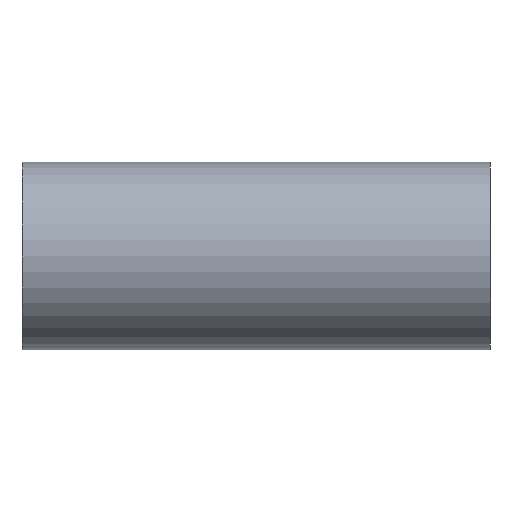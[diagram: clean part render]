
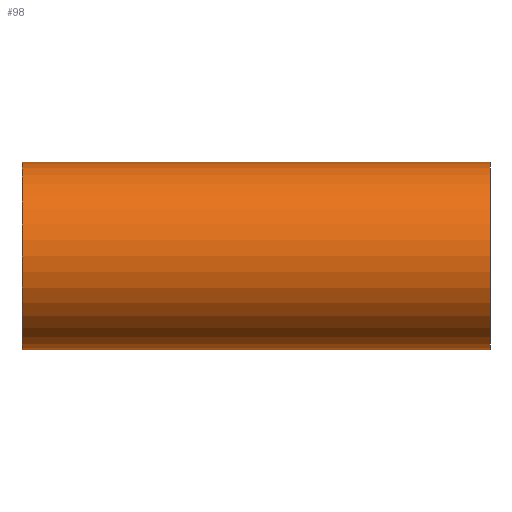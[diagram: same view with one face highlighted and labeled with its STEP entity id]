
A CAD part, front view. The second image highlights one B-rep face of the part: STEP entity #98.
In plain terms, the highlighted cylindrical face has radius 30 mm (diameter 60 mm), a full revolution.
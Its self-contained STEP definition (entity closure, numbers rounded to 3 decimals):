
#98 = ADVANCED_FACE( '', ( #169, #170 ), #171, .T. );
#169 = FACE_OUTER_BOUND( '', #241, .T. );
#170 = FACE_OUTER_BOUND( '', #242, .T. );
#171 = CYLINDRICAL_SURFACE( '', #243, 30. );
#241 = EDGE_LOOP( '', ( #359 ) );
#242 = EDGE_LOOP( '', ( #360 ) );
#243 = AXIS2_PLACEMENT_3D( '', #361, #362, #363 );
#359 = ORIENTED_EDGE( '', *, *, #365, .T. );
#360 = ORIENTED_EDGE( '', *, *, #387, .F. );
#361 = CARTESIAN_POINT( '', ( 9.35, 0., 0. ) );
#362 = DIRECTION( '', ( -1., 0., 0. ) );
#363 = DIRECTION( '', ( 0., 0., -1. ) );
#365 = EDGE_CURVE( '', #390, #390, #391, .T. );
#387 = EDGE_CURVE( '', #434, #434, #435, .T. );
#390 = VERTEX_POINT( '', #438 );
#391 = CIRCLE( '', #439, 30. );
#434 = VERTEX_POINT( '', #482 );
#435 = CIRCLE( '', #483, 30. );
#438 = CARTESIAN_POINT( '', ( 0., 0., -30. ) );
#439 = AXIS2_PLACEMENT_3D( '', #487, #488, #489 );
#482 = CARTESIAN_POINT( '', ( 150., 0., -30. ) );
#483 = AXIS2_PLACEMENT_3D( '', #553, #554, #555 );
#487 = CARTESIAN_POINT( '', ( 0., 0., 0. ) );
#488 = DIRECTION( '', ( 1., 0., 0. ) );
#489 = DIRECTION( '', ( 0., 0., -1. ) );
#553 = CARTESIAN_POINT( '', ( 150., 0., 0. ) );
#554 = DIRECTION( '', ( 1., 0., 0. ) );
#555 = DIRECTION( '', ( 0., 0., -1. ) );
